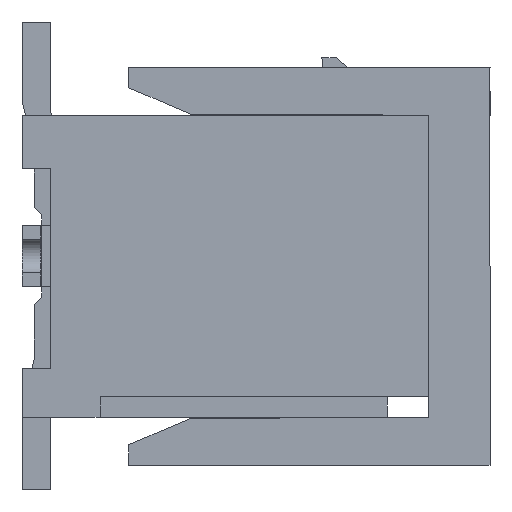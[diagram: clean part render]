
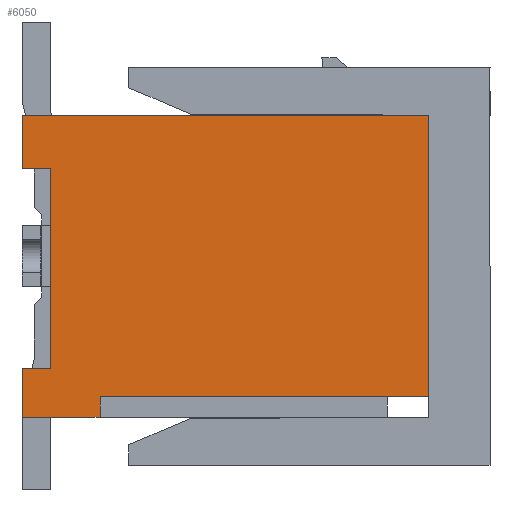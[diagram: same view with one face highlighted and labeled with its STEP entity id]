
A CAD part, left-side view. The second image highlights one B-rep face of the part: STEP entity #6050.
In plain terms, the highlighted planar face has unit normal (-1, 0, 0).
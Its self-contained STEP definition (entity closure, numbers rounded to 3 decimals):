
#681=ORIENTED_EDGE('',*,*,#2272,.F.);
#682=ORIENTED_EDGE('',*,*,#2270,.F.);
#683=ORIENTED_EDGE('',*,*,#2366,.F.);
#684=ORIENTED_EDGE('',*,*,#2367,.F.);
#685=ORIENTED_EDGE('',*,*,#2355,.T.);
#686=ORIENTED_EDGE('',*,*,#1978,.T.);
#687=ORIENTED_EDGE('',*,*,#2368,.T.);
#688=ORIENTED_EDGE('',*,*,#2230,.F.);
#689=ORIENTED_EDGE('',*,*,#2234,.F.);
#690=ORIENTED_EDGE('',*,*,#2172,.F.);
#1978=EDGE_CURVE('',#2864,#2863,#3451,.T.);
#2172=EDGE_CURVE('',#3039,#3040,#3633,.T.);
#2230=EDGE_CURVE('',#3092,#3093,#3691,.T.);
#2234=EDGE_CURVE('',#3040,#3092,#3695,.T.);
#2270=EDGE_CURVE('',#3116,#3110,#3731,.T.);
#2272=EDGE_CURVE('',#3110,#3039,#3732,.T.);
#2355=EDGE_CURVE('',#3177,#2864,#3815,.T.);
#2366=EDGE_CURVE('',#3182,#3116,#3826,.T.);
#2367=EDGE_CURVE('',#3177,#3182,#3827,.T.);
#2368=EDGE_CURVE('',#2863,#3093,#3828,.T.);
#2863=VERTEX_POINT('',#8396);
#2864=VERTEX_POINT('',#8398);
#3039=VERTEX_POINT('',#8794);
#3040=VERTEX_POINT('',#8796);
#3092=VERTEX_POINT('',#8912);
#3093=VERTEX_POINT('',#8914);
#3110=VERTEX_POINT('',#8970);
#3116=VERTEX_POINT('',#8982);
#3177=VERTEX_POINT('',#9137);
#3182=VERTEX_POINT('',#9155);
#3451=LINE('',#8397,#4296);
#3633=LINE('',#8795,#4478);
#3691=LINE('',#8913,#4536);
#3695=LINE('',#8920,#4540);
#3731=LINE('',#8983,#4576);
#3732=LINE('',#8986,#4577);
#3815=LINE('',#9136,#4660);
#3826=LINE('',#9156,#4671);
#3827=LINE('',#9158,#4672);
#3828=LINE('',#9159,#4673);
#4296=VECTOR('',#6784,1000.);
#4478=VECTOR('',#7046,1000.);
#4536=VECTOR('',#7118,1000.);
#4540=VECTOR('',#7124,1000.);
#4576=VECTOR('',#7170,1000.);
#4577=VECTOR('',#7175,1000.);
#4660=VECTOR('',#7272,1000.);
#4671=VECTOR('',#7289,1000.);
#4672=VECTOR('',#7292,1000.);
#4673=VECTOR('',#7293,1000.);
#5149=EDGE_LOOP('',(#681,#682,#683,#684,#685,#686,#687,#688,#689,#690));
#5470=FACE_BOUND('',#5149,.T.);
#5771=PLANE('',#6412);
#6050=ADVANCED_FACE('',(#5470),#5771,.T.);
#6412=AXIS2_PLACEMENT_3D('',#9157,#7290,#7291);
#6784=DIRECTION('',(0.,0.,1.));
#7046=DIRECTION('',(0.,0.,1.));
#7118=DIRECTION('',(0.,0.,1.));
#7124=DIRECTION('',(0.,1.,0.));
#7170=DIRECTION('',(0.,0.,1.));
#7175=DIRECTION('',(0.,-1.,0.));
#7272=DIRECTION('',(0.,-1.,0.));
#7289=DIRECTION('',(0.,1.,0.));
#7290=DIRECTION('',(-1.,0.,0.));
#7291=DIRECTION('',(0.,0.,1.));
#7292=DIRECTION('',(0.,0.,-1.));
#7293=DIRECTION('',(0.,1.,0.));
#8396=CARTESIAN_POINT('',(-7.85,-4.95,3.68));
#8397=CARTESIAN_POINT('',(-7.85,-4.95,-3.68));
#8398=CARTESIAN_POINT('',(-7.85,-4.95,-3.18));
#8794=CARTESIAN_POINT('',(-7.85,4.25,-2.48));
#8795=CARTESIAN_POINT('',(-7.85,4.25,-2.48));
#8796=CARTESIAN_POINT('',(-7.85,4.25,2.37));
#8912=CARTESIAN_POINT('',(-7.85,4.95,2.37));
#8913=CARTESIAN_POINT('',(-7.85,4.95,-3.68));
#8914=CARTESIAN_POINT('',(-7.85,4.95,3.68));
#8920=CARTESIAN_POINT('',(-7.85,4.25,2.37));
#8970=CARTESIAN_POINT('',(-7.85,4.95,-2.48));
#8982=CARTESIAN_POINT('',(-7.85,4.95,-3.68));
#8983=CARTESIAN_POINT('',(-7.85,4.95,-3.68));
#8986=CARTESIAN_POINT('',(-7.85,4.95,-2.48));
#9136=CARTESIAN_POINT('',(-7.85,-4.95,-3.18));
#9137=CARTESIAN_POINT('',(-7.85,3.05,-3.18));
#9155=CARTESIAN_POINT('',(-7.85,3.05,-3.68));
#9156=CARTESIAN_POINT('',(-7.85,-4.95,-3.68));
#9157=CARTESIAN_POINT('',(-7.85,-4.95,-3.68));
#9158=CARTESIAN_POINT('',(-7.85,3.05,-3.18));
#9159=CARTESIAN_POINT('',(-7.85,-4.95,3.68));
